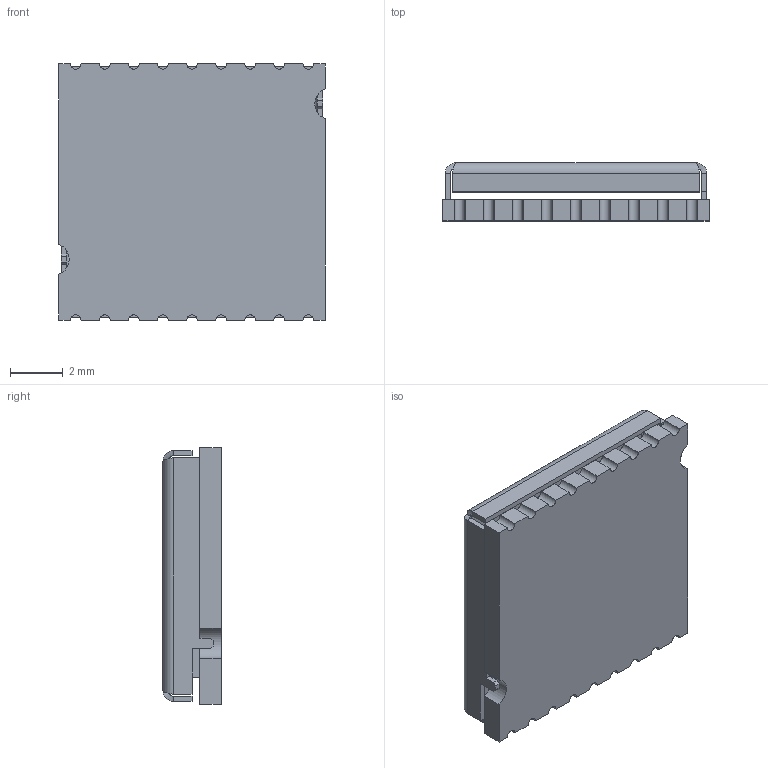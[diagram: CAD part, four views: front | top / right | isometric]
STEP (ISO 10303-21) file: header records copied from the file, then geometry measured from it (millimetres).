
FILE_DESCRIPTION((''),'2;1');
FILE_NAME('ASSY_LIV3_ASM','2018-02-12T',('massimiliano tonin'),(''),'CREO PARAMETRIC BY PTC INC, 2015200','CREO PARAMETRIC BY PTC INC, 2015200','');
FILE_SCHEMA(('CONFIG_CONTROL_DESIGN'));
Length unit declared in the file: millimetre
Products named in the file (3): PCB_53B; 531H; ASSY_LIV3_ASM
Assembly tree (2 placements, depth 2):
  ASSY_LIV3_ASM
    PCB_53B
    531H
Bounding box: 10.1 x 2.2 x 9.7 mm (x, y, z)
Volume: 102 mm3; surface area: 489 mm2
Topology: 2 solids, 2 shells, 104 faces, 268 edges, 168 vertices
Faces by surface type: plane 66, cylinder 30, bspline 8
Entity records: 3462 total; most frequent: CARTESIAN_POINT 871, ORIENTED_EDGE 536, DIRECTION 498, EDGE_CURVE 268, VECTOR 208, LINE 208, VERTEX_POINT 168, AXIS2_PLACEMENT_3D 145
